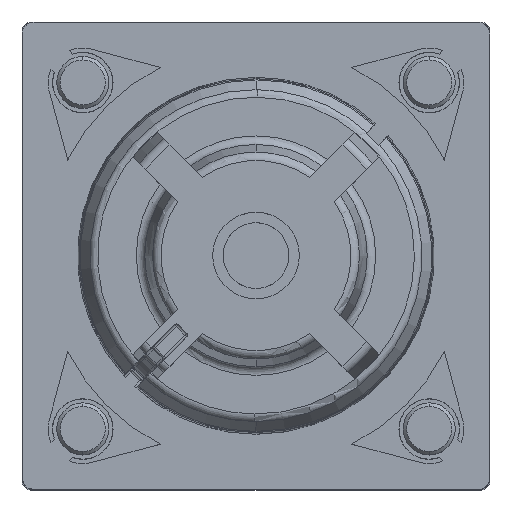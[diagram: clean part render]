
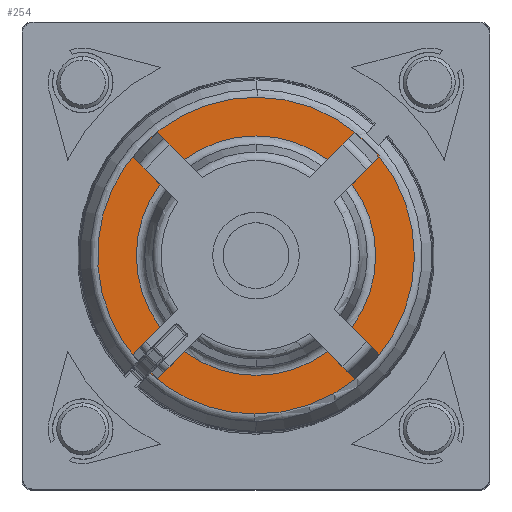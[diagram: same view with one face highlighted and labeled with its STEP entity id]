
A CAD part, top view. The second image highlights one B-rep face of the part: STEP entity #254.
In plain terms, the highlighted planar face has unit normal (0, 0, 1).
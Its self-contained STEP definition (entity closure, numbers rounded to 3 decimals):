
#254=ADVANCED_FACE('',(#855),#856,.F.);
#855=FACE_OUTER_BOUND('',#1919,.T.);
#856=PLANE('',#1920);
#1919=EDGE_LOOP('',(#3959,#3960,#3961,#3962,#3963,#3964,#3965,#3966,#3967,#3968,#3969,#3970,#3971,#3972,#3973,#3974,#3975,#3976,#3977,#3978,#3979,#3980));
#1920=AXIS2_PLACEMENT_3D('',#3981,#3982,#3983);
#3959=ORIENTED_EDGE('',*,*,#6731,.F.);
#3960=ORIENTED_EDGE('',*,*,#6312,.F.);
#3961=ORIENTED_EDGE('',*,*,#6737,.F.);
#3962=ORIENTED_EDGE('',*,*,#6738,.F.);
#3963=ORIENTED_EDGE('',*,*,#6739,.F.);
#3964=ORIENTED_EDGE('',*,*,#6740,.F.);
#3965=ORIENTED_EDGE('',*,*,#6741,.F.);
#3966=ORIENTED_EDGE('',*,*,#6742,.F.);
#3967=ORIENTED_EDGE('',*,*,#6743,.F.);
#3968=ORIENTED_EDGE('',*,*,#6744,.F.);
#3969=ORIENTED_EDGE('',*,*,#6745,.F.);
#3970=ORIENTED_EDGE('',*,*,#6746,.F.);
#3971=ORIENTED_EDGE('',*,*,#6747,.F.);
#3972=ORIENTED_EDGE('',*,*,#6748,.F.);
#3973=ORIENTED_EDGE('',*,*,#6749,.F.);
#3974=ORIENTED_EDGE('',*,*,#6750,.F.);
#3975=ORIENTED_EDGE('',*,*,#6751,.F.);
#3976=ORIENTED_EDGE('',*,*,#6752,.F.);
#3977=ORIENTED_EDGE('',*,*,#6753,.F.);
#3978=ORIENTED_EDGE('',*,*,#6754,.F.);
#3979=ORIENTED_EDGE('',*,*,#6703,.F.);
#3980=ORIENTED_EDGE('',*,*,#6314,.F.);
#3981=CARTESIAN_POINT('',(0.0,0.0,7.5));
#3982=DIRECTION('',(0.0,0.0,-1.0));
#3983=DIRECTION('',(0.0,-1.0,0.0));
#6312=EDGE_CURVE('',#7464,#7461,#7466,.T.);
#6314=EDGE_CURVE('',#7467,#7469,#7470,.T.);
#6703=EDGE_CURVE('',#7469,#8129,#8130,.T.);
#6731=EDGE_CURVE('',#7461,#7467,#8175,.T.);
#6737=EDGE_CURVE('',#8183,#7464,#8184,.T.);
#6738=EDGE_CURVE('',#8185,#8183,#8186,.T.);
#6739=EDGE_CURVE('',#8187,#8185,#8188,.T.);
#6740=EDGE_CURVE('',#8189,#8187,#8190,.T.);
#6741=EDGE_CURVE('',#8191,#8189,#8192,.T.);
#6742=EDGE_CURVE('',#8193,#8191,#8194,.T.);
#6743=EDGE_CURVE('',#8195,#8193,#8196,.T.);
#6744=EDGE_CURVE('',#8197,#8195,#8198,.T.);
#6745=EDGE_CURVE('',#8199,#8197,#8200,.T.);
#6746=EDGE_CURVE('',#8201,#8199,#8202,.T.);
#6747=EDGE_CURVE('',#8203,#8201,#8204,.T.);
#6748=EDGE_CURVE('',#8205,#8203,#8206,.T.);
#6749=EDGE_CURVE('',#8207,#8205,#8208,.T.);
#6750=EDGE_CURVE('',#8209,#8207,#8210,.T.);
#6751=EDGE_CURVE('',#8211,#8209,#8212,.T.);
#6752=EDGE_CURVE('',#8213,#8211,#8214,.T.);
#6753=EDGE_CURVE('',#8215,#8213,#8216,.T.);
#6754=EDGE_CURVE('',#8129,#8215,#8217,.T.);
#7461=VERTEX_POINT('',#9343);
#7464=VERTEX_POINT('',#9346);
#7466=CIRCLE('',#9354,9.145);
#7467=VERTEX_POINT('',#9355);
#7469=VERTEX_POINT('',#9357);
#7470=CIRCLE('',#9358,9.145);
#8129=VERTEX_POINT('',#10565);
#8130=LINE('',#10566,#10567);
#8175=CIRCLE('',#10665,9.145);
#8183=VERTEX_POINT('',#10684);
#8184=LINE('',#10685,#10686);
#8185=VERTEX_POINT('',#10687);
#8186=CIRCLE('',#10688,9.091);
#8187=VERTEX_POINT('',#10689);
#8188=LINE('',#10690,#10691);
#8189=VERTEX_POINT('',#10692);
#8190=CIRCLE('',#10693,6.91);
#8191=VERTEX_POINT('',#10694);
#8192=LINE('',#10695,#10696);
#8193=VERTEX_POINT('',#10697);
#8194=CIRCLE('',#10698,9.091);
#8195=VERTEX_POINT('',#10699);
#8196=LINE('',#10700,#10701);
#8197=VERTEX_POINT('',#10702);
#8198=CIRCLE('',#10703,6.91);
#8199=VERTEX_POINT('',#10704);
#8200=LINE('',#10705,#10706);
#8201=VERTEX_POINT('',#10707);
#8202=CIRCLE('',#10708,9.091);
#8203=VERTEX_POINT('',#10709);
#8204=LINE('',#10710,#10711);
#8205=VERTEX_POINT('',#10712);
#8206=CIRCLE('',#10713,6.91);
#8207=VERTEX_POINT('',#10714);
#8208=LINE('',#10715,#10716);
#8209=VERTEX_POINT('',#10717);
#8210=CIRCLE('',#10718,9.091);
#8211=VERTEX_POINT('',#10719);
#8212=LINE('',#10720,#10721);
#8213=VERTEX_POINT('',#10722);
#8214=CIRCLE('',#10723,6.91);
#8215=VERTEX_POINT('',#10724);
#8216=LINE('',#10725,#10726);
#8217=CIRCLE('',#10727,9.091);
#9343=CARTESIAN_POINT('',(0.085,9.145,7.5));
#9346=CARTESIAN_POINT('',(-6.811,-6.103,7.5));
#9354=AXIS2_PLACEMENT_3D('',#12527,#12528,#12529);
#9355=CARTESIAN_POINT('',(-0.085,-9.145,7.5));
#9357=CARTESIAN_POINT('',(-6.103,-6.811,7.5));
#9358=AXIS2_PLACEMENT_3D('',#12533,#12534,#12535);
#10565=CARTESIAN_POINT('',(-6.065,-6.772,7.5));
#10566=CARTESIAN_POINT('',(-6.103,-6.811,7.5));
#10567=VECTOR('',#13183,0.055);
#10665=AXIS2_PLACEMENT_3D('',#13221,#13222,#13223);
#10684=CARTESIAN_POINT('',(-6.772,-6.065,7.5));
#10685=CARTESIAN_POINT('',(-6.772,-6.065,7.5));
#10686=VECTOR('',#13231,0.055);
#10687=CARTESIAN_POINT('',(-7.096,-5.682,7.5));
#10688=AXIS2_PLACEMENT_3D('',#13232,#13233,#13234);
#10689=CARTESIAN_POINT('',(-5.542,-4.128,7.5));
#10690=CARTESIAN_POINT('',(-5.542,-4.128,7.5));
#10691=VECTOR('',#13235,2.198);
#10692=CARTESIAN_POINT('',(-5.542,4.128,7.5));
#10693=AXIS2_PLACEMENT_3D('',#13236,#13237,#13238);
#10694=CARTESIAN_POINT('',(-7.096,5.682,7.5));
#10695=CARTESIAN_POINT('',(-7.096,5.682,7.5));
#10696=VECTOR('',#13239,2.198);
#10697=CARTESIAN_POINT('',(-5.682,7.096,7.5));
#10698=AXIS2_PLACEMENT_3D('',#13240,#13241,#13242);
#10699=CARTESIAN_POINT('',(-4.128,5.542,7.5));
#10700=CARTESIAN_POINT('',(-4.128,5.542,7.5));
#10701=VECTOR('',#13243,2.198);
#10702=CARTESIAN_POINT('',(4.128,5.542,7.5));
#10703=AXIS2_PLACEMENT_3D('',#13244,#13245,#13246);
#10704=CARTESIAN_POINT('',(5.682,7.096,7.5));
#10705=CARTESIAN_POINT('',(5.682,7.096,7.5));
#10706=VECTOR('',#13247,2.198);
#10707=CARTESIAN_POINT('',(7.096,5.682,7.5));
#10708=AXIS2_PLACEMENT_3D('',#13248,#13249,#13250);
#10709=CARTESIAN_POINT('',(5.542,4.128,7.5));
#10710=CARTESIAN_POINT('',(5.542,4.128,7.5));
#10711=VECTOR('',#13251,2.198);
#10712=CARTESIAN_POINT('',(5.542,-4.128,7.5));
#10713=AXIS2_PLACEMENT_3D('',#13252,#13253,#13254);
#10714=CARTESIAN_POINT('',(7.096,-5.682,7.5));
#10715=CARTESIAN_POINT('',(7.096,-5.682,7.5));
#10716=VECTOR('',#13255,2.198);
#10717=CARTESIAN_POINT('',(5.682,-7.096,7.5));
#10718=AXIS2_PLACEMENT_3D('',#13256,#13257,#13258);
#10719=CARTESIAN_POINT('',(4.128,-5.542,7.5));
#10720=CARTESIAN_POINT('',(4.128,-5.542,7.5));
#10721=VECTOR('',#13259,2.198);
#10722=CARTESIAN_POINT('',(-4.128,-5.542,7.5));
#10723=AXIS2_PLACEMENT_3D('',#13260,#13261,#13262);
#10724=CARTESIAN_POINT('',(-5.682,-7.096,7.5));
#10725=CARTESIAN_POINT('',(-5.682,-7.096,7.5));
#10726=VECTOR('',#13263,2.198);
#10727=AXIS2_PLACEMENT_3D('',#13264,#13265,#13266);
#12527=CARTESIAN_POINT('',(0.0,0.0,7.5));
#12528=DIRECTION('',(-0.0,0.0,-1.0));
#12529=DIRECTION('',(-0.745,-0.667,0.0));
#12533=CARTESIAN_POINT('',(0.0,0.0,7.5));
#12534=DIRECTION('',(0.0,0.0,-1.0));
#12535=DIRECTION('',(0.009,1.,0.0));
#13183=DIRECTION('',(0.707,0.707,0.));
#13221=CARTESIAN_POINT('',(0.0,0.0,7.5));
#13222=DIRECTION('',(0.0,0.0,-1.0));
#13223=DIRECTION('',(0.009,1.,0.0));
#13231=DIRECTION('',(-0.707,-0.707,0.0));
#13232=CARTESIAN_POINT('',(0.0,0.0,7.5));
#13233=DIRECTION('',(0.0,0.0,1.0));
#13234=DIRECTION('',(-0.781,-0.625,0.0));
#13235=DIRECTION('',(-0.707,-0.707,0.0));
#13236=CARTESIAN_POINT('',(0.0,0.0,7.5));
#13237=DIRECTION('',(0.0,0.0,1.0));
#13238=DIRECTION('',(-0.802,0.597,0.0));
#13239=DIRECTION('',(0.707,-0.707,0.0));
#13240=CARTESIAN_POINT('',(0.0,0.0,7.5));
#13241=DIRECTION('',(0.0,0.0,1.0));
#13242=DIRECTION('',(-0.625,0.781,0.0));
#13243=DIRECTION('',(-0.707,0.707,0.0));
#13244=CARTESIAN_POINT('',(0.0,0.0,7.5));
#13245=DIRECTION('',(0.0,-0.0,1.0));
#13246=DIRECTION('',(0.597,0.802,0.0));
#13247=DIRECTION('',(-0.707,-0.707,0.0));
#13248=CARTESIAN_POINT('',(0.0,0.0,7.5));
#13249=DIRECTION('',(0.0,-0.0,1.0));
#13250=DIRECTION('',(0.781,0.625,0.0));
#13251=DIRECTION('',(0.707,0.707,0.0));
#13252=CARTESIAN_POINT('',(0.0,0.0,7.5));
#13253=DIRECTION('',(0.0,0.0,1.0));
#13254=DIRECTION('',(0.802,-0.597,0.0));
#13255=DIRECTION('',(-0.707,0.707,0.0));
#13256=CARTESIAN_POINT('',(0.0,0.0,7.5));
#13257=DIRECTION('',(0.0,0.0,1.0));
#13258=DIRECTION('',(0.625,-0.781,0.0));
#13259=DIRECTION('',(0.707,-0.707,0.0));
#13260=CARTESIAN_POINT('',(0.0,0.0,7.5));
#13261=DIRECTION('',(0.0,0.0,1.0));
#13262=DIRECTION('',(-0.597,-0.802,0.0));
#13263=DIRECTION('',(0.707,0.707,0.0));
#13264=CARTESIAN_POINT('',(0.0,0.0,7.5));
#13265=DIRECTION('',(0.0,0.0,1.0));
#13266=DIRECTION('',(-0.667,-0.745,0.0));
